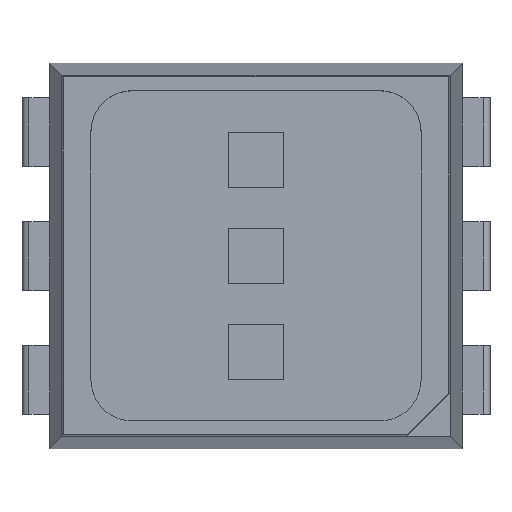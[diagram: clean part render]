
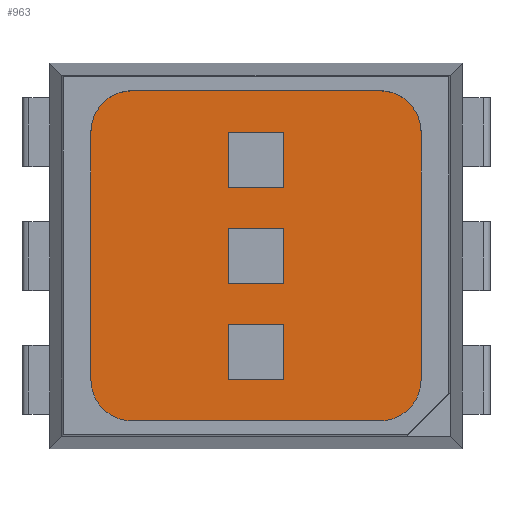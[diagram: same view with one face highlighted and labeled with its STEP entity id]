
A CAD part, top view. The second image highlights one B-rep face of the part: STEP entity #963.
In plain terms, the highlighted planar face has unit normal (0, 0, 1).
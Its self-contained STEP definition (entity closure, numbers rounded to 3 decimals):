
#697=CARTESIAN_POINT('',(1.2,-0.9,1.));
#698=VERTEX_POINT('',#697);
#699=CARTESIAN_POINT('',(0.9,-1.2,1.));
#700=VERTEX_POINT('',#699);
#701=CARTESIAN_POINT('',(0.9,-0.9,1.));
#702=DIRECTION('',(0.0,0.0,-1.));
#703=DIRECTION('',(0.707,-0.707,0.0));
#704=AXIS2_PLACEMENT_3D('',#701,#702,#703);
#705=CIRCLE('',#704,0.3);
#706=EDGE_CURVE('',#698,#700,#705,.T.);
#739=CARTESIAN_POINT('',(-0.9,-1.2,1.));
#740=VERTEX_POINT('',#739);
#741=CARTESIAN_POINT('',(0.9,-1.2,1.));
#742=DIRECTION('',(-1.0,0.0,0.0));
#743=VECTOR('',#742,1.8);
#744=LINE('',#741,#743);
#745=EDGE_CURVE('',#700,#740,#744,.T.);
#770=CARTESIAN_POINT('',(-1.2,-0.9,1.));
#771=VERTEX_POINT('',#770);
#772=CARTESIAN_POINT('',(-0.9,-0.9,1.));
#773=DIRECTION('',(0.0,0.0,-1.));
#774=DIRECTION('',(-0.707,-0.707,0.0));
#775=AXIS2_PLACEMENT_3D('',#772,#773,#774);
#776=CIRCLE('',#775,0.3);
#777=EDGE_CURVE('',#740,#771,#776,.T.);
#803=CARTESIAN_POINT('',(-1.2,0.9,1.));
#804=VERTEX_POINT('',#803);
#805=CARTESIAN_POINT('',(-1.2,-0.9,1.));
#806=DIRECTION('',(0.0,1.0,0.0));
#807=VECTOR('',#806,1.8);
#808=LINE('',#805,#807);
#809=EDGE_CURVE('',#771,#804,#808,.T.);
#834=CARTESIAN_POINT('',(-0.9,1.2,1.));
#835=VERTEX_POINT('',#834);
#836=CARTESIAN_POINT('',(-0.9,0.9,1.));
#837=DIRECTION('',(0.0,0.0,-1.));
#838=DIRECTION('',(-0.707,0.707,0.0));
#839=AXIS2_PLACEMENT_3D('',#836,#837,#838);
#840=CIRCLE('',#839,0.3);
#841=EDGE_CURVE('',#804,#835,#840,.T.);
#867=CARTESIAN_POINT('',(0.9,1.2,1.));
#868=VERTEX_POINT('',#867);
#869=CARTESIAN_POINT('',(-0.9,1.2,1.));
#870=DIRECTION('',(1.0,0.0,0.0));
#871=VECTOR('',#870,1.8);
#872=LINE('',#869,#871);
#873=EDGE_CURVE('',#835,#868,#872,.T.);
#898=CARTESIAN_POINT('',(1.2,0.9,1.));
#899=VERTEX_POINT('',#898);
#900=CARTESIAN_POINT('',(0.9,0.9,1.));
#901=DIRECTION('',(0.0,0.0,-1.));
#902=DIRECTION('',(0.707,0.707,0.0));
#903=AXIS2_PLACEMENT_3D('',#900,#901,#902);
#904=CIRCLE('',#903,0.3);
#905=EDGE_CURVE('',#868,#899,#904,.T.);
#931=CARTESIAN_POINT('',(1.2,0.9,1.));
#932=DIRECTION('',(0.0,-1.0,0.0));
#933=VECTOR('',#932,1.8);
#934=LINE('',#931,#933);
#935=EDGE_CURVE('',#899,#698,#934,.T.);
#948=CARTESIAN_POINT('',(0.,0.,1.));
#949=DIRECTION('',(0.0,0.0,1.0));
#950=DIRECTION('',(1.0,0.0,0.0));
#951=AXIS2_PLACEMENT_3D('',#948,#949,#950);
#952=PLANE('',#951);
#953=ORIENTED_EDGE('',*,*,#706,.F.);
#954=ORIENTED_EDGE('',*,*,#935,.F.);
#955=ORIENTED_EDGE('',*,*,#905,.F.);
#956=ORIENTED_EDGE('',*,*,#873,.F.);
#957=ORIENTED_EDGE('',*,*,#841,.F.);
#958=ORIENTED_EDGE('',*,*,#809,.F.);
#959=ORIENTED_EDGE('',*,*,#777,.F.);
#960=ORIENTED_EDGE('',*,*,#745,.F.);
#961=EDGE_LOOP('',(#953,#954,#955,#956,#957,#958,#959,#960));
#962=FACE_OUTER_BOUND('',#961,.T.);
#963=ADVANCED_FACE('',(#962),#952,.T.);
